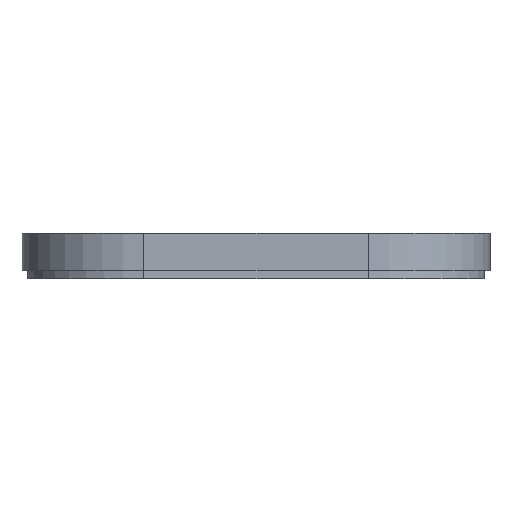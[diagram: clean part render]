
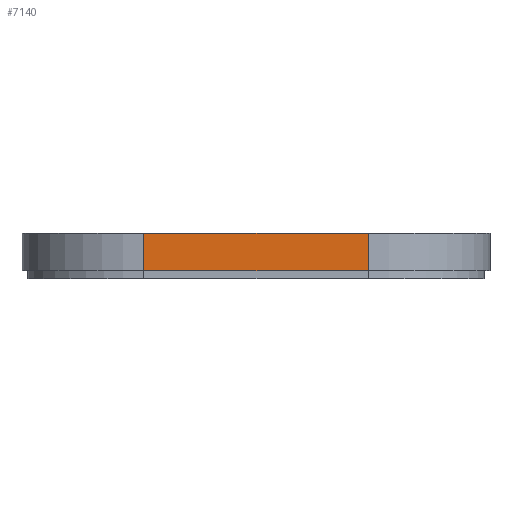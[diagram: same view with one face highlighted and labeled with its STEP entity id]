
A CAD part, left-side view. The second image highlights one B-rep face of the part: STEP entity #7140.
In plain terms, the highlighted planar face has unit normal (-1, 0, 0).
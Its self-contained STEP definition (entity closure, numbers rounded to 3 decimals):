
#329=PLANE('',#7893);
#721=FACE_OUTER_BOUND('',#1188,.T.);
#1188=EDGE_LOOP('',(#6458,#6459,#6460,#6461));
#1613=LINE('',#10232,#2267);
#2211=LINE('',#12126,#2865);
#2212=LINE('',#12128,#2866);
#2213=LINE('',#12129,#2867);
#2267=VECTOR('',#8050,10.);
#2865=VECTOR('',#10044,10.);
#2866=VECTOR('',#10045,10.);
#2867=VECTOR('',#10046,10.);
#2937=VERTEX_POINT('',#10229);
#2938=VERTEX_POINT('',#10231);
#3536=VERTEX_POINT('',#12125);
#3537=VERTEX_POINT('',#12127);
#3620=EDGE_CURVE('',#2937,#2938,#1613,.T.);
#4545=EDGE_CURVE('',#3536,#2937,#2211,.T.);
#4546=EDGE_CURVE('',#3537,#3536,#2212,.T.);
#4547=EDGE_CURVE('',#3537,#2938,#2213,.T.);
#6458=ORIENTED_EDGE('',*,*,#4545,.F.);
#6459=ORIENTED_EDGE('',*,*,#4546,.F.);
#6460=ORIENTED_EDGE('',*,*,#4547,.T.);
#6461=ORIENTED_EDGE('',*,*,#3620,.F.);
#7140=ADVANCED_FACE('',(#721),#329,.T.);
#7893=AXIS2_PLACEMENT_3D('',#12124,#10042,#10043);
#8050=DIRECTION('',(0.,1.,0.));
#10042=DIRECTION('center_axis',(-1.,0.,0.));
#10043=DIRECTION('ref_axis',(0.,1.,0.));
#10044=DIRECTION('',(0.,0.,-1.));
#10045=DIRECTION('',(0.,-1.,0.));
#10046=DIRECTION('',(0.,0.,-1.));
#10229=CARTESIAN_POINT('',(-72.5,-120.775,20.5));
#10231=CARTESIAN_POINT('',(-72.5,-79.225,20.5));
#10232=CARTESIAN_POINT('',(-72.5,-110.388,20.5));
#12124=CARTESIAN_POINT('Origin',(-72.5,-120.775,27.5));
#12125=CARTESIAN_POINT('',(-72.5,-120.775,27.5));
#12126=CARTESIAN_POINT('',(-72.5,-120.775,27.5));
#12127=CARTESIAN_POINT('',(-72.5,-79.225,27.5));
#12128=CARTESIAN_POINT('',(-72.5,-79.225,27.5));
#12129=CARTESIAN_POINT('',(-72.5,-79.225,27.5));
